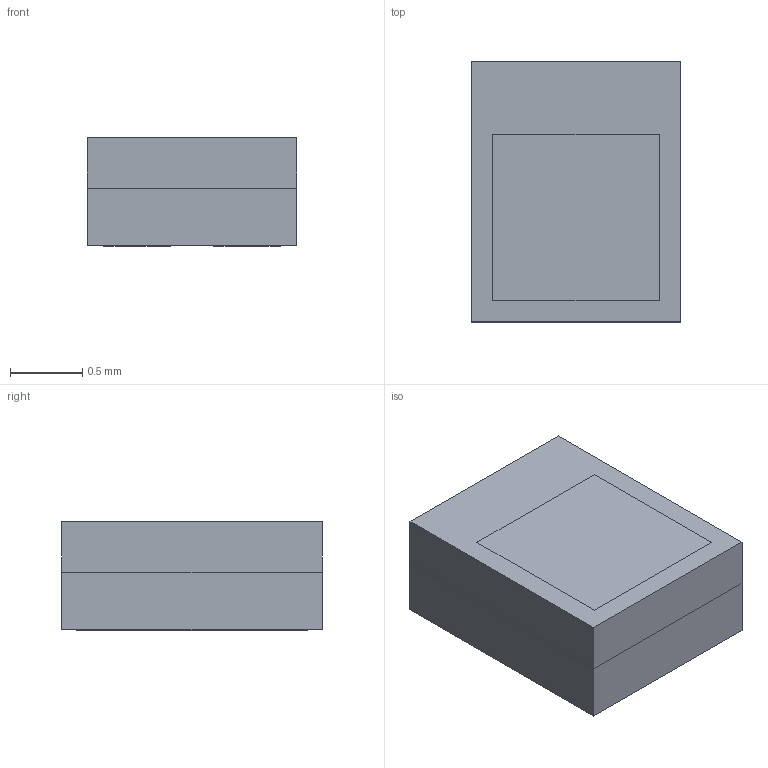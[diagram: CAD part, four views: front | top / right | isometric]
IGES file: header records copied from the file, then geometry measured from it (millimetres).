
Start section: SolidWorks IGES file using analytic representation for surfaces
Global section: file name: NCSW170B.IGS; native system: SolidWorks 2015; preprocessor: SolidWorks 2015; author: j45910; date: 170404.142221; units: inch
Bounding box: 1.45 x 1.8 x 0.75 mm (x, y, z)
Surface area: 21.4 mm2 (no closed solid volume)
Topology: 0 solids, 0 shells, 41 faces, 204 edges, 204 vertices
Faces by surface type: bspline 37, revolution 4
